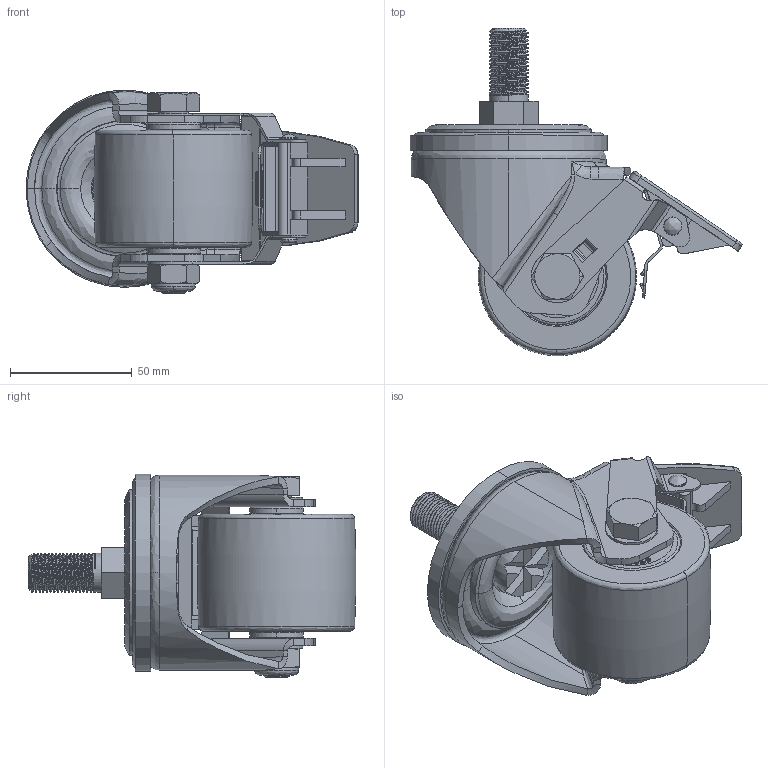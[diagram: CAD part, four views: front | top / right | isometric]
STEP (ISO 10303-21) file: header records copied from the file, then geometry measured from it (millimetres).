
FILE_DESCRIPTION (( 'STEP AP214' ), '1' );
FILE_NAME ('0054901.step', '2022-11-15T14:15:33', ( '' ), ( '' ), 'SwSTEP 2.0', 'SolidWorks 2020', '' );
FILE_SCHEMA (( 'AUTOMOTIVE_DESIGN' ));
Length unit declared in the file: millimetre
Products named in the file (1): 0054901
Bounding box: 136.26 x 134.35 x 83.7 mm (x, y, z)
Volume: 249059.4 mm3; surface area: 106685.5 mm2
Topology: 4 solids, 9 shells, 1349 faces, 3628 edges, 2353 vertices
Faces by surface type: plane 848, cylinder 254, bspline 164, cone 79, torus 4
Entity records: 77516 total; most frequent: CARTESIAN_POINT 30267, ORIENTED_EDGE 7256, DIRECTION 5871, EDGE_CURVE 3628, LINE 2473, VECTOR 2473, VERTEX_POINT 2353, AXIS2_PLACEMENT_3D 1699
